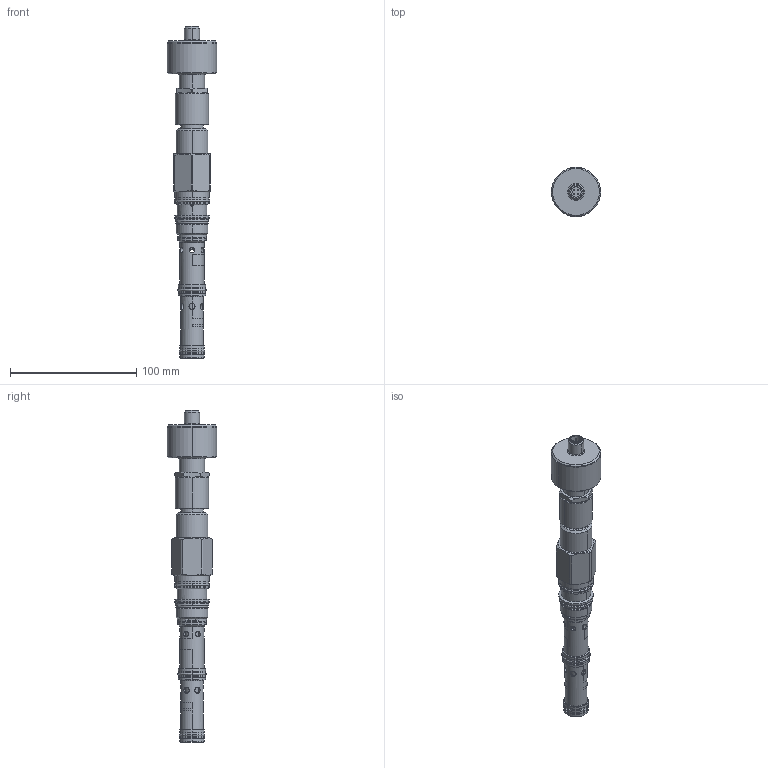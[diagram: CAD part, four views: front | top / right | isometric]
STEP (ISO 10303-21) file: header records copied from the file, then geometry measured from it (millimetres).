
FILE_DESCRIPTION((''),'2;1');
FILE_NAME('FTDAZ-CN_PRT','2012-11-02T',('Administrator'),(''),'PRO/ENGINEER BY PARAMETRIC TECHNOLOGY CORPORATION, 2006240','PRO/ENGINEER BY PARAMETRIC TECHNOLOGY CORPORATION, 2006240','');
FILE_SCHEMA(('CONFIG_CONTROL_DESIGN'));
Length unit declared in the file: inch
Products named in the file (1): FTDAZ-CN_PRT
Bounding box: 38.96 x 38.96 x 262.64 mm (x, y, z)
Volume: 109938.4 mm3; surface area: 45269.9 mm2
Topology: 5 solids, 6 shells, 610 faces, 1395 edges, 849 vertices
Faces by surface type: cylinder 276, plane 117, cone 102, torus 101, revolution 14
Entity records: 22566 total; most frequent: CARTESIAN_POINT 8484, DIRECTION 3138, ORIENTED_EDGE 2774, EDGE_CURVE 1387, AXIS2_PLACEMENT_3D 1347, VERTEX_POINT 849, CIRCLE 751, EDGE_LOOP 732
